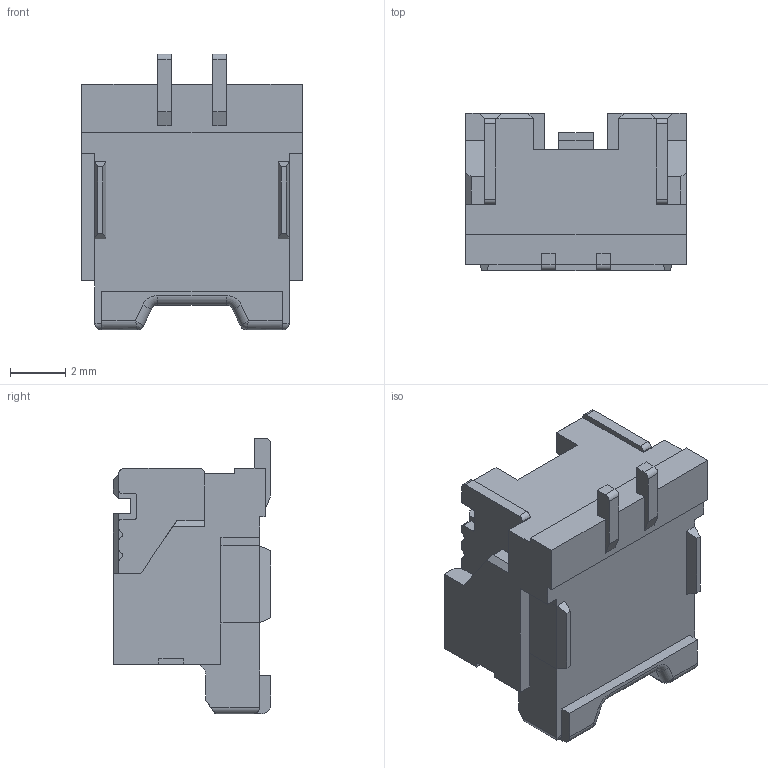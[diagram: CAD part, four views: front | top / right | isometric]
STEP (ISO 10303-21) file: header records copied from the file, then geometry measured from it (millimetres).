
FILE_DESCRIPTION (( 'STEP AP214' ), '1' );
FILE_NAME ('SM02B-PASS-TBT(LF)(SN).STEP', '2020-10-08T03:59:44', ( '' ), ( '' ), 'SwSTEP 2.0', 'SolidWorks 2017', '' );
FILE_SCHEMA (( 'AUTOMOTIVE_DESIGN' ));
Length unit declared in the file: millimetre
Products named in the file (1): SM02B-PASS-TBT(LF)(SN)
Bounding box: 8 x 5.7 x 10 mm (x, y, z)
Volume: 217.6 mm3; surface area: 571.7 mm2
Topology: 9 solids, 9 shells, 262 faces, 677 edges, 432 vertices
Faces by surface type: plane 213, cylinder 43, bspline 2, torus 2, cone 2
Entity records: 7949 total; most frequent: CARTESIAN_POINT 1446, ORIENTED_EDGE 1350, DIRECTION 1265, EDGE_CURVE 675, LINE 587, VECTOR 587, VERTEX_POINT 432, AXIS2_PLACEMENT_3D 339
